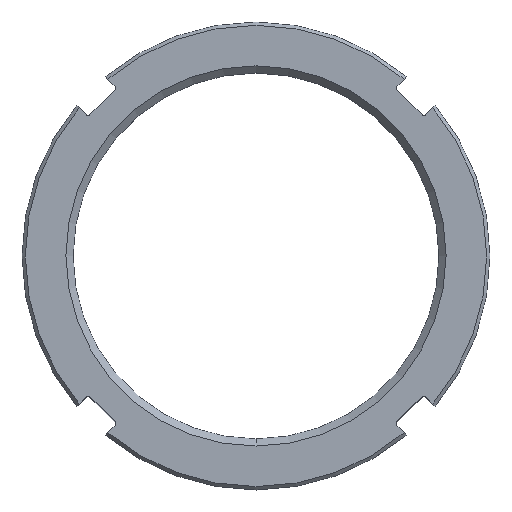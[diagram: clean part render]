
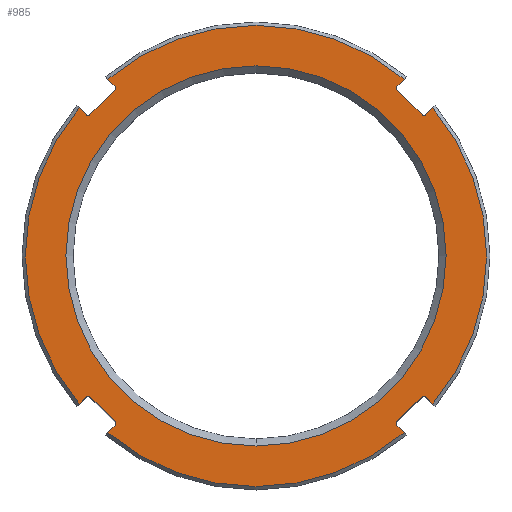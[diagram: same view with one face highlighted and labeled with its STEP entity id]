
A CAD part, top view. The second image highlights one B-rep face of the part: STEP entity #985.
In plain terms, the highlighted planar face has unit normal (0, 0, 1).
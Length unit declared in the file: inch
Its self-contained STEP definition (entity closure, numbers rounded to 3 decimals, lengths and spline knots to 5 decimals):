
#232=CARTESIAN_POINT('',(0.,0.,0.312));
#233=DIRECTION('',(0.,0.,-1.));
#234=DIRECTION('',(0.,-1.,0.));
#235=AXIS2_PLACEMENT_3D('',#232,#233,#234);
#237=CARTESIAN_POINT('',(0.,0.,0.312));
#238=DIRECTION('',(0.,0.,-1.));
#239=DIRECTION('',(0.,1.,0.));
#240=AXIS2_PLACEMENT_3D('',#237,#238,#239);
#242=CARTESIAN_POINT('',(0.,0.,0.312));
#243=DIRECTION('',(0.,0.,-1.));
#244=DIRECTION('',(0.642,-0.767,0.));
#245=AXIS2_PLACEMENT_3D('',#242,#243,#244);
#247=DIRECTION('',(-0.707,-0.707,0.));
#248=VECTOR('',#247,0.06205);
#249=CARTESIAN_POINT('',(-0.86762,-1.0444,0.312));
#250=LINE('',#249,#248);
#251=DIRECTION('',(0.707,-0.707,0.));
#252=VECTOR('',#251,0.218);
#253=CARTESIAN_POINT('',(-1.02177,-0.86762,0.312));
#254=LINE('',#253,#252);
#255=DIRECTION('',(0.707,0.707,0.));
#256=VECTOR('',#255,0.06205);
#257=CARTESIAN_POINT('',(-1.08827,-0.9115,0.312));
#258=LINE('',#257,#256);
#259=CARTESIAN_POINT('',(0.,0.,0.312));
#260=DIRECTION('',(0.,0.,-1.));
#261=DIRECTION('',(-0.767,-0.642,0.));
#262=AXIS2_PLACEMENT_3D('',#259,#260,#261);
#264=DIRECTION('',(0.707,-0.707,0.));
#265=VECTOR('',#264,0.06205);
#266=CARTESIAN_POINT('',(-1.08827,0.9115,0.312));
#267=LINE('',#266,#265);
#268=DIRECTION('',(0.707,0.707,0.));
#269=VECTOR('',#268,0.218);
#270=CARTESIAN_POINT('',(-1.02177,0.86762,0.312));
#271=LINE('',#270,#269);
#272=DIRECTION('',(0.707,-0.707,0.));
#273=VECTOR('',#272,0.06205);
#274=CARTESIAN_POINT('',(-0.9115,1.08827,0.312));
#275=LINE('',#274,#273);
#276=CARTESIAN_POINT('',(0.,0.,0.312));
#277=DIRECTION('',(0.,0.,-1.));
#278=DIRECTION('',(-0.642,0.767,0.));
#279=AXIS2_PLACEMENT_3D('',#276,#277,#278);
#281=DIRECTION('',(-0.707,-0.707,0.));
#282=VECTOR('',#281,0.06205);
#283=CARTESIAN_POINT('',(0.9115,1.08827,0.312));
#284=LINE('',#283,#282);
#285=DIRECTION('',(0.707,-0.707,0.));
#286=VECTOR('',#285,0.218);
#287=CARTESIAN_POINT('',(0.86762,1.02177,0.312));
#288=LINE('',#287,#286);
#289=DIRECTION('',(0.707,0.707,0.));
#290=VECTOR('',#289,0.06205);
#291=CARTESIAN_POINT('',(1.0444,0.86762,0.312));
#292=LINE('',#291,#290);
#293=CARTESIAN_POINT('',(0.,0.,0.312));
#294=DIRECTION('',(0.,0.,-1.));
#295=DIRECTION('',(0.767,0.642,0.));
#296=AXIS2_PLACEMENT_3D('',#293,#294,#295);
#298=DIRECTION('',(0.707,-0.707,0.));
#299=VECTOR('',#298,0.06205);
#300=CARTESIAN_POINT('',(1.0444,-0.86762,0.312));
#301=LINE('',#300,#299);
#302=DIRECTION('',(0.707,0.707,0.));
#303=VECTOR('',#302,0.218);
#304=CARTESIAN_POINT('',(0.86762,-1.02177,0.312));
#305=LINE('',#304,#303);
#306=DIRECTION('',(-0.707,0.707,0.));
#307=VECTOR('',#306,0.06205);
#308=CARTESIAN_POINT('',(0.9115,-1.08827,0.312));
#309=LINE('',#308,#307);
#362=CARTESIAN_POINT('',(0.87893,-1.03308,0.312));
#363=DIRECTION('',(0.,0.,-1.));
#364=DIRECTION('',(-0.707,-0.707,0.));
#365=AXIS2_PLACEMENT_3D('',#362,#363,#364);
#380=CARTESIAN_POINT('',(1.03308,-0.87893,0.312));
#381=DIRECTION('',(0.,0.,-1.));
#382=DIRECTION('',(-0.707,0.707,0.));
#383=AXIS2_PLACEMENT_3D('',#380,#381,#382);
#440=CARTESIAN_POINT('',(-0.87893,1.03308,0.312));
#441=DIRECTION('',(0.,0.,-1.));
#442=DIRECTION('',(0.707,0.707,0.));
#443=AXIS2_PLACEMENT_3D('',#440,#441,#442);
#458=CARTESIAN_POINT('',(-1.03308,0.87893,0.312));
#459=DIRECTION('',(0.,0.,-1.));
#460=DIRECTION('',(0.707,-0.707,0.));
#461=AXIS2_PLACEMENT_3D('',#458,#459,#460);
#508=CARTESIAN_POINT('',(-1.03308,-0.87893,0.312));
#509=DIRECTION('',(0.,0.,-1.));
#510=DIRECTION('',(-0.707,0.707,0.));
#511=AXIS2_PLACEMENT_3D('',#508,#509,#510);
#526=CARTESIAN_POINT('',(-0.87893,-1.03308,0.312));
#527=DIRECTION('',(0.,0.,-1.));
#528=DIRECTION('',(0.707,0.707,0.));
#529=AXIS2_PLACEMENT_3D('',#526,#527,#528);
#605=CARTESIAN_POINT('',(1.03308,0.87893,0.312));
#606=DIRECTION('',(0.,0.,-1.));
#607=DIRECTION('',(0.707,-0.707,0.));
#608=AXIS2_PLACEMENT_3D('',#605,#606,#607);
#614=CARTESIAN_POINT('',(0.87893,1.03308,0.312));
#615=DIRECTION('',(0.,0.,-1.));
#616=DIRECTION('',(-0.707,-0.707,0.));
#617=AXIS2_PLACEMENT_3D('',#614,#615,#616);
#656=CARTESIAN_POINT('',(0.,-1.17,0.312));
#657=CARTESIAN_POINT('',(0.,1.17,0.312));
#658=VERTEX_POINT('',#656);
#659=VERTEX_POINT('',#657);
#668=CARTESIAN_POINT('',(0.86762,-1.0444,0.312));
#670=VERTEX_POINT('',#668);
#672=CARTESIAN_POINT('',(0.86762,-1.02177,0.312));
#674=VERTEX_POINT('',#672);
#676=CARTESIAN_POINT('',(1.02177,-0.86762,0.312));
#678=VERTEX_POINT('',#676);
#680=CARTESIAN_POINT('',(1.0444,-0.86762,0.312));
#682=VERTEX_POINT('',#680);
#685=CARTESIAN_POINT('',(1.02177,0.86762,0.312));
#687=VERTEX_POINT('',#685);
#689=CARTESIAN_POINT('',(1.0444,0.86762,0.312));
#691=VERTEX_POINT('',#689);
#692=CARTESIAN_POINT('',(0.86762,1.02177,0.312));
#694=VERTEX_POINT('',#692);
#696=CARTESIAN_POINT('',(0.86762,1.0444,0.312));
#698=VERTEX_POINT('',#696);
#700=CARTESIAN_POINT('',(-0.86762,1.0444,0.312));
#702=VERTEX_POINT('',#700);
#704=CARTESIAN_POINT('',(-0.86762,1.02177,0.312));
#706=VERTEX_POINT('',#704);
#708=CARTESIAN_POINT('',(-1.02177,0.86762,0.312));
#710=VERTEX_POINT('',#708);
#712=CARTESIAN_POINT('',(-1.0444,0.86762,0.312));
#714=VERTEX_POINT('',#712);
#716=CARTESIAN_POINT('',(-1.0444,-0.86762,0.312));
#718=VERTEX_POINT('',#716);
#720=CARTESIAN_POINT('',(-1.02177,-0.86762,0.312));
#722=VERTEX_POINT('',#720);
#724=CARTESIAN_POINT('',(-0.86762,-1.02177,0.312));
#726=VERTEX_POINT('',#724);
#728=CARTESIAN_POINT('',(-0.86762,-1.0444,0.312));
#730=VERTEX_POINT('',#728);
#764=CARTESIAN_POINT('',(0.9115,-1.08827,0.312));
#765=CARTESIAN_POINT('',(-0.9115,-1.08827,0.312));
#766=VERTEX_POINT('',#764);
#767=VERTEX_POINT('',#765);
#768=CARTESIAN_POINT('',(-1.08827,-0.9115,0.312));
#769=CARTESIAN_POINT('',(-1.08827,0.9115,0.312));
#770=VERTEX_POINT('',#768);
#771=VERTEX_POINT('',#769);
#772=CARTESIAN_POINT('',(-0.9115,1.08827,0.312));
#773=CARTESIAN_POINT('',(0.9115,1.08827,0.312));
#774=VERTEX_POINT('',#772);
#775=VERTEX_POINT('',#773);
#776=CARTESIAN_POINT('',(1.08827,0.9115,0.312));
#777=CARTESIAN_POINT('',(1.08827,-0.9115,0.312));
#778=VERTEX_POINT('',#776);
#779=VERTEX_POINT('',#777);
#925=CARTESIAN_POINT('',(0.,0.,0.312));
#926=DIRECTION('',(0.,0.,1.));
#927=DIRECTION('',(1.,0.,0.));
#928=AXIS2_PLACEMENT_3D('',#925,#926,#927);
#929=PLANE('',#928);
#931=ORIENTED_EDGE('',*,*,#930,.T.);
#933=ORIENTED_EDGE('',*,*,#932,.F.);
#935=ORIENTED_EDGE('',*,*,#934,.F.);
#937=ORIENTED_EDGE('',*,*,#936,.F.);
#939=ORIENTED_EDGE('',*,*,#938,.F.);
#941=ORIENTED_EDGE('',*,*,#940,.F.);
#943=ORIENTED_EDGE('',*,*,#942,.T.);
#945=ORIENTED_EDGE('',*,*,#944,.T.);
#947=ORIENTED_EDGE('',*,*,#946,.F.);
#949=ORIENTED_EDGE('',*,*,#948,.T.);
#951=ORIENTED_EDGE('',*,*,#950,.F.);
#953=ORIENTED_EDGE('',*,*,#952,.F.);
#955=ORIENTED_EDGE('',*,*,#954,.T.);
#957=ORIENTED_EDGE('',*,*,#956,.T.);
#959=ORIENTED_EDGE('',*,*,#958,.F.);
#961=ORIENTED_EDGE('',*,*,#960,.T.);
#963=ORIENTED_EDGE('',*,*,#962,.F.);
#965=ORIENTED_EDGE('',*,*,#964,.T.);
#967=ORIENTED_EDGE('',*,*,#966,.T.);
#969=ORIENTED_EDGE('',*,*,#968,.F.);
#971=ORIENTED_EDGE('',*,*,#970,.F.);
#973=ORIENTED_EDGE('',*,*,#972,.F.);
#975=ORIENTED_EDGE('',*,*,#974,.F.);
#977=ORIENTED_EDGE('',*,*,#976,.F.);
#978=EDGE_LOOP('',(#931,#933,#935,#937,#939,#941,#943,#945,#947,#949,#951,#953,
#955,#957,#959,#961,#963,#965,#967,#969,#971,#973,#975,#977));
#979=FACE_OUTER_BOUND('',#978,.F.);
#980=ORIENTED_EDGE('',*,*,#913,.F.);
#982=ORIENTED_EDGE('',*,*,#981,.F.);
#983=EDGE_LOOP('',(#980,#982));
#984=FACE_BOUND('',#983,.F.);
#985=ADVANCED_FACE('',(#979,#984),#929,.T.);
#236=CIRCLE('',#235,1.17);
#241=CIRCLE('',#240,1.17);
#246=CIRCLE('',#245,1.41956);
#263=CIRCLE('',#262,1.41956);
#280=CIRCLE('',#279,1.41956);
#297=CIRCLE('',#296,1.41956);
#366=CIRCLE('',#365,0.016);
#384=CIRCLE('',#383,0.016);
#444=CIRCLE('',#443,0.016);
#462=CIRCLE('',#461,0.016);
#512=CIRCLE('',#511,0.016);
#530=CIRCLE('',#529,0.016);
#609=CIRCLE('',#608,0.016);
#618=CIRCLE('',#617,0.016);
#913=EDGE_CURVE('',#658,#659,#236,.T.);
#930=EDGE_CURVE('',#766,#767,#246,.T.);
#932=EDGE_CURVE('',#730,#767,#250,.T.);
#934=EDGE_CURVE('',#726,#730,#530,.T.);
#936=EDGE_CURVE('',#722,#726,#254,.T.);
#938=EDGE_CURVE('',#718,#722,#512,.T.);
#940=EDGE_CURVE('',#770,#718,#258,.T.);
#942=EDGE_CURVE('',#770,#771,#263,.T.);
#944=EDGE_CURVE('',#771,#714,#267,.T.);
#946=EDGE_CURVE('',#710,#714,#462,.T.);
#948=EDGE_CURVE('',#710,#706,#271,.T.);
#950=EDGE_CURVE('',#702,#706,#444,.T.);
#952=EDGE_CURVE('',#774,#702,#275,.T.);
#954=EDGE_CURVE('',#774,#775,#280,.T.);
#956=EDGE_CURVE('',#775,#698,#284,.T.);
#958=EDGE_CURVE('',#694,#698,#618,.T.);
#960=EDGE_CURVE('',#694,#687,#288,.T.);
#962=EDGE_CURVE('',#691,#687,#609,.T.);
#964=EDGE_CURVE('',#691,#778,#292,.T.);
#966=EDGE_CURVE('',#778,#779,#297,.T.);
#968=EDGE_CURVE('',#682,#779,#301,.T.);
#970=EDGE_CURVE('',#678,#682,#384,.T.);
#972=EDGE_CURVE('',#674,#678,#305,.T.);
#974=EDGE_CURVE('',#670,#674,#366,.T.);
#976=EDGE_CURVE('',#766,#670,#309,.T.);
#981=EDGE_CURVE('',#659,#658,#241,.T.);
